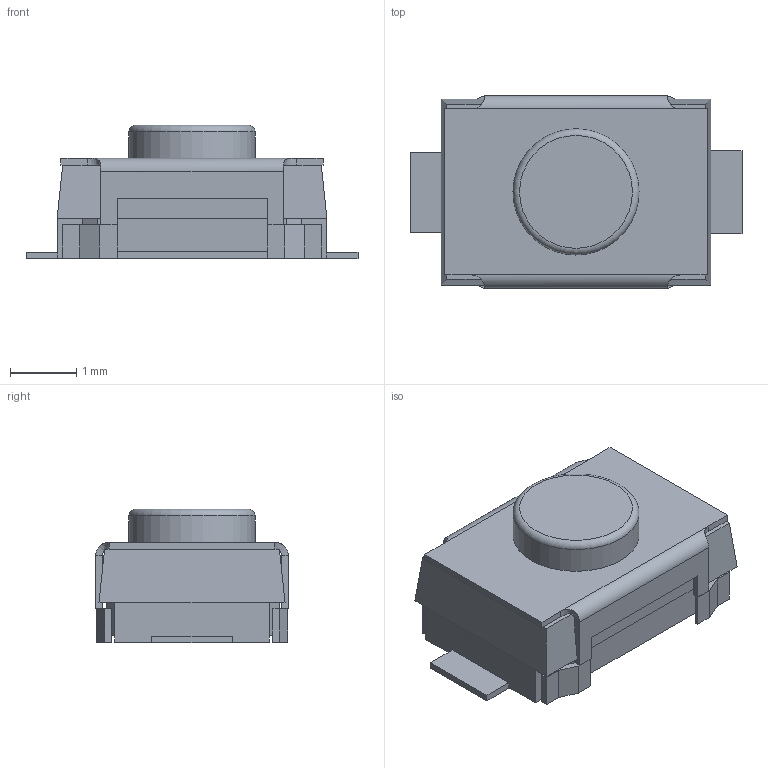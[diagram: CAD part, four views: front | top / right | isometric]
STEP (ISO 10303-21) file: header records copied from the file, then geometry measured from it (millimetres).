
FILE_DESCRIPTION(/* description */ (''),/* implementation_level */ '2;1');
FILE_NAME(/* name */ 'SW3_4.step',/* time_stamp */ '2021-12-24T19:40:17+08:00',/* author */ (''),/* organization */ (''),/* preprocessor_version */ 'ST-DEVELOPER v18.1',/* originating_system */ 'Autodesk Translation Framework v10.10.0.1391',/* authorisation */ '');
FILE_SCHEMA (('AUTOMOTIVE_DESIGN { 1 0 10303 214 3 1 1 }'));
Length unit declared in the file: millimetre
Products named in the file (2): 01b89f2829364ee897a7f8e9b91bc152; SOLID
Assembly tree (1 placements, depth 2):
  01b89f2829364ee897a7f8e9b91bc152
    SOLID
Bounding box: 5 x 2.9 x 2.01 mm (x, y, z)
Volume: 17.7 mm3; surface area: 56.7 mm2
Topology: 1 solids, 1 shells, 244 faces, 698 edges, 452 vertices
Faces by surface type: plane 186, bspline 52, cylinder 5, torus 1
Full cylindrical faces by diameter (mm): 1.9 x1
Entity records: 10282 total; most frequent: CARTESIAN_POINT 4193, ORIENTED_EDGE 1396, DIRECTION 981, EDGE_CURVE 698, LINE 581, VECTOR 581, VERTEX_POINT 452, EDGE_LOOP 252
